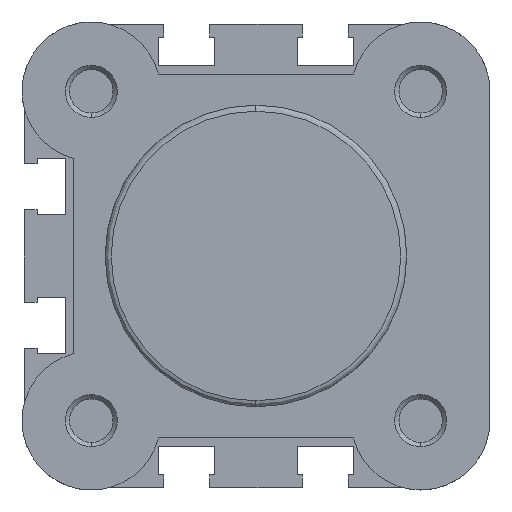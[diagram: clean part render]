
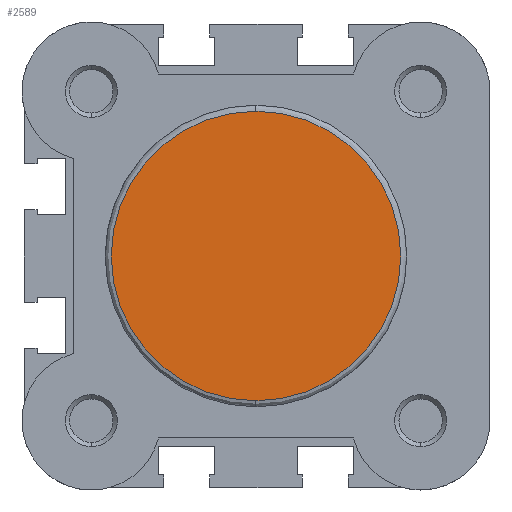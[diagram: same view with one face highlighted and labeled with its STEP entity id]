
A CAD part, left-side view. The second image highlights one B-rep face of the part: STEP entity #2589.
In plain terms, the highlighted planar face has unit normal (-1, 0, 0).
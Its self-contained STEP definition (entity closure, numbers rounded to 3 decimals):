
#24 = PLANE ( 'NONE',  #3774 ) ;
#27 = CARTESIAN_POINT ( 'NONE',  ( 0., -17.4, 0. ) ) ;
#37 = DIRECTION ( 'NONE',  ( -1., 0., 0. ) ) ;
#38 = DIRECTION ( 'NONE',  ( 0., 0., 1. ) ) ;
#1252 = EDGE_CURVE ( 'NONE', #1471, #1475, #4741, .T. ) ;
#1315 = EDGE_CURVE ( 'NONE', #1475, #1471, #4832, .T. ) ;
#1471 = VERTEX_POINT ( 'NONE', #5945 ) ;
#1475 = VERTEX_POINT ( 'NONE', #5946 ) ;
#2097 = ORIENTED_EDGE ( 'NONE', *, *, #1315, .T. ) ;
#2098 = ORIENTED_EDGE ( 'NONE', *, *, #1252, .T. ) ;
#2157 = EDGE_LOOP ( 'NONE', ( #2098, #2097 ) ) ;
#2589 = ADVANCED_FACE ( 'NONE', ( #5140 ), #24, .T. ) ;
#3592 = AXIS2_PLACEMENT_3D ( 'NONE', #5495, #5496, #5497 ) ;
#3625 = AXIS2_PLACEMENT_3D ( 'NONE', #5648, #5656, #5657 ) ;
#3774 = AXIS2_PLACEMENT_3D ( 'NONE', #27, #37, #38 ) ;
#4741 = CIRCLE ( 'NONE', #3592, 16.7 ) ;
#4832 = CIRCLE ( 'NONE', #3625, 16.7 ) ;
#5140 = FACE_OUTER_BOUND ( 'NONE', #2157, .T. ) ;
#5495 = CARTESIAN_POINT ( 'NONE',  ( 0., 0., 0. ) ) ;
#5496 = DIRECTION ( 'NONE',  ( -1., 0., 0. ) ) ;
#5497 = DIRECTION ( 'NONE',  ( 0., 0., 1. ) ) ;
#5648 = CARTESIAN_POINT ( 'NONE',  ( 0., 0., 0. ) ) ;
#5656 = DIRECTION ( 'NONE',  ( -1., 0., 0. ) ) ;
#5657 = DIRECTION ( 'NONE',  ( 0., 0., 1. ) ) ;
#5945 = CARTESIAN_POINT ( 'NONE',  ( 0., 0., 16.7 ) ) ;
#5946 = CARTESIAN_POINT ( 'NONE',  ( 0., 0., -16.7 ) ) ;
